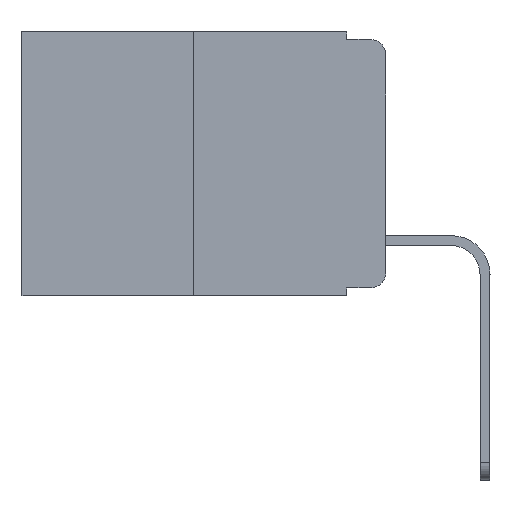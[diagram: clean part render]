
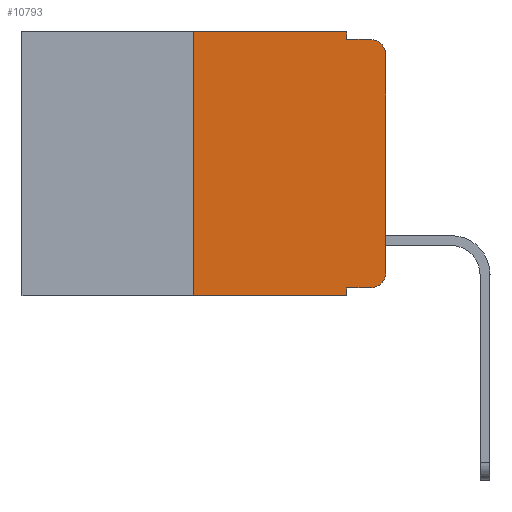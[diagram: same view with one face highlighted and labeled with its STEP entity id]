
A CAD part, left-side view. The second image highlights one B-rep face of the part: STEP entity #10793.
In plain terms, the highlighted planar face has unit normal (-1, 0, 0).
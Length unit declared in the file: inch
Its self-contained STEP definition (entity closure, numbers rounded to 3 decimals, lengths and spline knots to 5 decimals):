
#90 = DIRECTION ( 'NONE',  ( 0., 0., 1. ) ) ;
#137 = CARTESIAN_POINT ( 'NONE',  ( 0., 0.02, -0.01 ) ) ;
#662 = AXIS2_PLACEMENT_3D ( 'NONE', #18098, #5048, #704 ) ;
#704 = DIRECTION ( 'NONE',  ( 0., 0., -1. ) ) ;
#929 = VECTOR ( 'NONE', #18121, 39.37008 ) ;
#1024 = CARTESIAN_POINT ( 'NONE',  ( 0., 0.02, -0.03 ) ) ;
#1069 = FACE_OUTER_BOUND ( 'NONE', #17657, .T. ) ;
#1373 = EDGE_CURVE ( 'NONE', #10899, #5974, #13301, .T. ) ;
#1462 = VERTEX_POINT ( 'NONE', #9004 ) ;
#1509 = EDGE_CURVE ( 'NONE', #4522, #15642, #10103, .T. ) ;
#2266 = EDGE_CURVE ( 'NONE', #5974, #11290, #13979, .T. ) ;
#2398 = ORIENTED_EDGE ( 'NONE', *, *, #8382, .T. ) ;
#2788 = LINE ( 'NONE', #5515, #13296 ) ;
#2904 = LINE ( 'NONE', #11515, #17751 ) ;
#2942 = CARTESIAN_POINT ( 'NONE',  ( 0., 0.473, -0.343 ) ) ;
#3440 = CARTESIAN_POINT ( 'NONE',  ( 0., 0.473, 0. ) ) ;
#3455 = EDGE_CURVE ( 'NONE', #18936, #11290, #13236, .T. ) ;
#3973 = DIRECTION ( 'NONE',  ( -1., 0., 0. ) ) ;
#4339 = EDGE_CURVE ( 'NONE', #11114, #1462, #14120, .T. ) ;
#4522 = VERTEX_POINT ( 'NONE', #12479 ) ;
#4569 = CARTESIAN_POINT ( 'NONE',  ( 0., 0., 0. ) ) ;
#5048 = DIRECTION ( 'NONE',  ( -1., 0., 0. ) ) ;
#5130 = CARTESIAN_POINT ( 'NONE',  ( 0., 0.051, -0.01 ) ) ;
#5205 = EDGE_CURVE ( 'NONE', #18880, #4522, #2904, .T. ) ;
#5515 = CARTESIAN_POINT ( 'NONE',  ( 0., 0.051, 0. ) ) ;
#5759 = VECTOR ( 'NONE', #14742, 39.37008 ) ;
#5974 = VERTEX_POINT ( 'NONE', #8706 ) ;
#6190 = EDGE_CURVE ( 'NONE', #1462, #10899, #14284, .T. ) ;
#6721 = VECTOR ( 'NONE', #13972, 39.37008 ) ;
#6779 = CARTESIAN_POINT ( 'NONE',  ( 0., 0., -0.313 ) ) ;
#6897 = AXIS2_PLACEMENT_3D ( 'NONE', #1024, #3973, #14140 ) ;
#7079 = ORIENTED_EDGE ( 'NONE', *, *, #1509, .T. ) ;
#7140 = ORIENTED_EDGE ( 'NONE', *, *, #7819, .T. ) ;
#7456 = CARTESIAN_POINT ( 'NONE',  ( 0., 0.051, -0.343 ) ) ;
#7547 = CARTESIAN_POINT ( 'NONE',  ( 0., 0.051, 0. ) ) ;
#7804 = DIRECTION ( 'NONE',  ( 1., 0., 0. ) ) ;
#7819 = EDGE_CURVE ( 'NONE', #11114, #9042, #13544, .T. ) ;
#8156 = ORIENTED_EDGE ( 'NONE', *, *, #4339, .F. ) ;
#8158 = EDGE_CURVE ( 'NONE', #18880, #9042, #2788, .T. ) ;
#8382 = EDGE_CURVE ( 'NONE', #15642, #18936, #12150, .T. ) ;
#8706 = CARTESIAN_POINT ( 'NONE',  ( 0., 0.051, -0.01 ) ) ;
#9004 = CARTESIAN_POINT ( 'NONE',  ( 0., 0.25, 0. ) ) ;
#9042 = VERTEX_POINT ( 'NONE', #7456 ) ;
#9090 = DIRECTION ( 'NONE',  ( 0., 0., 1. ) ) ;
#9293 = DIRECTION ( 'NONE',  ( 0., 0., -1. ) ) ;
#9410 = ORIENTED_EDGE ( 'NONE', *, *, #3455, .T. ) ;
#10103 = CIRCLE ( 'NONE', #662, 0.02 ) ;
#10121 = ORIENTED_EDGE ( 'NONE', *, *, #8158, .F. ) ;
#10571 = VECTOR ( 'NONE', #11966, 39.37008 ) ;
#10793 = ADVANCED_FACE ( 'NONE', ( #1069 ), #17925, .F. ) ;
#10899 = VERTEX_POINT ( 'NONE', #7547 ) ;
#11114 = VERTEX_POINT ( 'NONE', #18613 ) ;
#11204 = AXIS2_PLACEMENT_3D ( 'NONE', #3440, #7804, #9293 ) ;
#11290 = VERTEX_POINT ( 'NONE', #137 ) ;
#11515 = CARTESIAN_POINT ( 'NONE',  ( 0., 0.051, -0.333 ) ) ;
#11966 = DIRECTION ( 'NONE',  ( 0., 0., -1. ) ) ;
#12090 = CARTESIAN_POINT ( 'NONE',  ( 0., 0.051, 0. ) ) ;
#12150 = LINE ( 'NONE', #4569, #17609 ) ;
#12479 = CARTESIAN_POINT ( 'NONE',  ( 0., 0.02, -0.333 ) ) ;
#12731 = VECTOR ( 'NONE', #9090, 39.37008 ) ;
#12956 = DIRECTION ( 'NONE',  ( 0., -1., 0. ) ) ;
#13236 = CIRCLE ( 'NONE', #6897, 0.02 ) ;
#13296 = VECTOR ( 'NONE', #15819, 39.37008 ) ;
#13301 = LINE ( 'NONE', #12090, #10571 ) ;
#13544 = LINE ( 'NONE', #2942, #5759 ) ;
#13907 = CARTESIAN_POINT ( 'NONE',  ( 0., 0.473, 0. ) ) ;
#13972 = DIRECTION ( 'NONE',  ( 0., -1., 0. ) ) ;
#13979 = LINE ( 'NONE', #5130, #929 ) ;
#14120 = LINE ( 'NONE', #16565, #12731 ) ;
#14140 = DIRECTION ( 'NONE',  ( 0., 0., -1. ) ) ;
#14284 = LINE ( 'NONE', #13907, #6721 ) ;
#14742 = DIRECTION ( 'NONE',  ( 0., -1., 0. ) ) ;
#14919 = ORIENTED_EDGE ( 'NONE', *, *, #1373, .F. ) ;
#15642 = VERTEX_POINT ( 'NONE', #6779 ) ;
#15819 = DIRECTION ( 'NONE',  ( 0., 0., -1. ) ) ;
#16327 = ORIENTED_EDGE ( 'NONE', *, *, #6190, .F. ) ;
#16565 = CARTESIAN_POINT ( 'NONE',  ( 0., 0.25, 0. ) ) ;
#16628 = CARTESIAN_POINT ( 'NONE',  ( 0., 0.051, -0.333 ) ) ;
#17268 = ORIENTED_EDGE ( 'NONE', *, *, #2266, .F. ) ;
#17609 = VECTOR ( 'NONE', #90, 39.37008 ) ;
#17657 = EDGE_LOOP ( 'NONE', ( #2398, #9410, #17268, #14919, #16327, #8156, #7140, #10121, #18412, #7079 ) ) ;
#17751 = VECTOR ( 'NONE', #12956, 39.37008 ) ;
#17925 = PLANE ( 'NONE',  #11204 ) ;
#18098 = CARTESIAN_POINT ( 'NONE',  ( 0., 0.02, -0.313 ) ) ;
#18121 = DIRECTION ( 'NONE',  ( 0., -1., 0. ) ) ;
#18412 = ORIENTED_EDGE ( 'NONE', *, *, #5205, .T. ) ;
#18547 = CARTESIAN_POINT ( 'NONE',  ( 0., 0., -0.03 ) ) ;
#18613 = CARTESIAN_POINT ( 'NONE',  ( 0., 0.25, -0.343 ) ) ;
#18880 = VERTEX_POINT ( 'NONE', #16628 ) ;
#18936 = VERTEX_POINT ( 'NONE', #18547 ) ;
